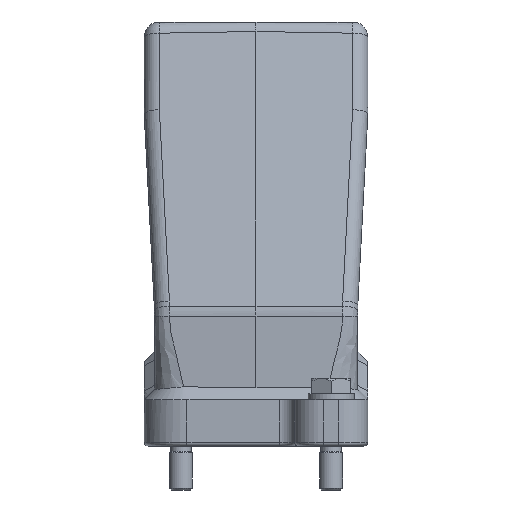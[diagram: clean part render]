
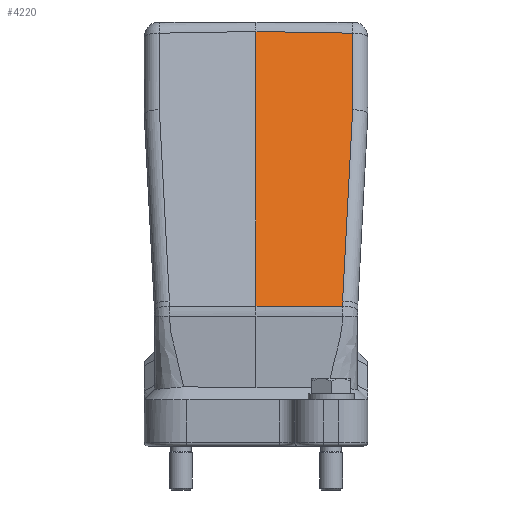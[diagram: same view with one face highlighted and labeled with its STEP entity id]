
A CAD part, left-side view. The second image highlights one B-rep face of the part: STEP entity #4220.
In plain terms, the highlighted planar face has unit normal (-0.966, -0.018, 0.259).
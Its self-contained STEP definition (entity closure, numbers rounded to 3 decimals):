
#4220=ADVANCED_FACE('',(#4978),#4722,.T.);
#4722=PLANE('',#13161);
#4978=FACE_OUTER_BOUND('',#5509,.T.);
#5509=EDGE_LOOP('',(#7964,#7965,#7966,#7967,#7968,#7969));
#6231=LINE('',#18151,#6907);
#6232=LINE('',#18154,#6908);
#6233=LINE('',#18156,#6909);
#6234=LINE('',#18158,#6910);
#6235=LINE('',#18160,#6911);
#6236=LINE('',#18162,#6912);
#6907=VECTOR('',#14504,1.);
#6908=VECTOR('',#14505,1.);
#6909=VECTOR('',#14506,1.);
#6910=VECTOR('',#14507,1.);
#6911=VECTOR('',#14508,1.);
#6912=VECTOR('',#14509,1.);
#7964=ORIENTED_EDGE('',*,*,#11277,.T.);
#7965=ORIENTED_EDGE('',*,*,#11278,.T.);
#7966=ORIENTED_EDGE('',*,*,#11279,.F.);
#7967=ORIENTED_EDGE('',*,*,#11280,.T.);
#7968=ORIENTED_EDGE('',*,*,#11281,.T.);
#7969=ORIENTED_EDGE('',*,*,#11282,.T.);
#10368=VERTEX_POINT('',#18152);
#10369=VERTEX_POINT('',#18153);
#10370=VERTEX_POINT('',#18155);
#10371=VERTEX_POINT('',#18157);
#10372=VERTEX_POINT('',#18159);
#10373=VERTEX_POINT('',#18161);
#11277=EDGE_CURVE('',#10368,#10369,#6231,.T.);
#11278=EDGE_CURVE('',#10369,#10370,#6232,.T.);
#11279=EDGE_CURVE('',#10371,#10370,#6233,.T.);
#11280=EDGE_CURVE('',#10371,#10372,#6234,.T.);
#11281=EDGE_CURVE('',#10372,#10373,#6235,.T.);
#11282=EDGE_CURVE('',#10373,#10368,#6236,.T.);
#13161=AXIS2_PLACEMENT_3D('',#18163,#14510,#14511);
#14504=DIRECTION('',(0.259,0.,0.966));
#14505=DIRECTION('',(-0.013,1.,0.017));
#14506=DIRECTION('',(0.259,0.,0.966));
#14507=DIRECTION('',(0.017,-1.,-0.002));
#14508=DIRECTION('',(0.259,0.,0.966));
#14509=DIRECTION('',(0.259,-0.051,0.964));
#14510=DIRECTION('',(-0.966,-0.017,0.259));
#14511=DIRECTION('',(0.259,0.,0.966));
#18151=CARTESIAN_POINT('',(-54.448,-25.07,91.962));
#18152=CARTESIAN_POINT('',(-60.546,-25.07,69.201));
#18153=CARTESIAN_POINT('',(-55.228,-25.07,89.048));
#18154=CARTESIAN_POINT('',(-55.551,-1.005,89.468));
#18155=CARTESIAN_POINT('',(-55.564,0.,89.486));
#18156=CARTESIAN_POINT('',(-75.,0.,16.95));
#18157=CARTESIAN_POINT('',(-74.659,0.,18.221));
#18158=CARTESIAN_POINT('',(-74.659,0.003,18.221));
#18159=CARTESIAN_POINT('',(-74.267,-22.47,18.17));
#18160=CARTESIAN_POINT('',(-74.187,-22.47,18.468));
#18161=CARTESIAN_POINT('',(-73.887,-22.47,19.59));
#18162=CARTESIAN_POINT('',(-60.796,-25.021,68.273));
#18163=CARTESIAN_POINT('',(-75.,0.,16.95));
